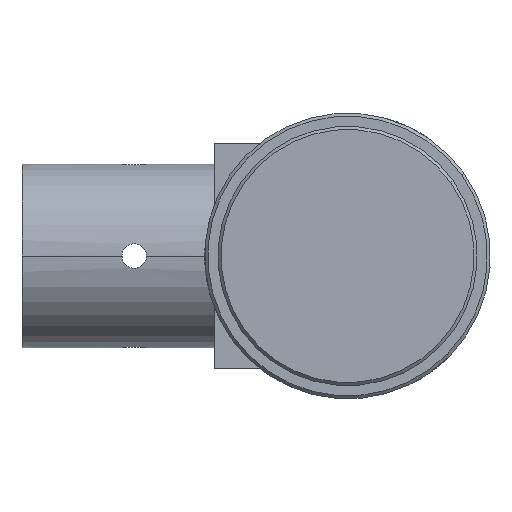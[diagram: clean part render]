
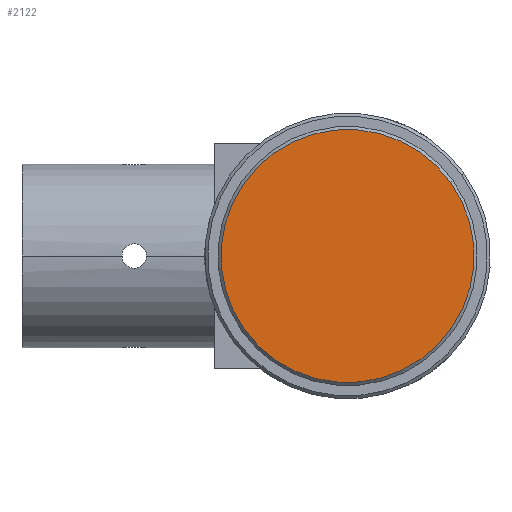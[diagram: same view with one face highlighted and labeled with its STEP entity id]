
A CAD part, left-side view. The second image highlights one B-rep face of the part: STEP entity #2122.
In plain terms, the highlighted planar face has unit normal (-1, 0, 0).
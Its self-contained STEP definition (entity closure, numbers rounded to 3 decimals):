
#76 = DIRECTION ( 'NONE',  ( 0., 0.815, -0.58 ) ) ;
#608 = EDGE_CURVE ( 'NONE', #698, #3233, #1740, .T. ) ;
#632 = DIRECTION ( 'NONE',  ( 0., 0.815, -0.58 ) ) ;
#640 = CARTESIAN_POINT ( 'NONE',  ( -67.99, 0., 0. ) ) ;
#698 = VERTEX_POINT ( 'NONE', #1510 ) ;
#956 = ORIENTED_EDGE ( 'NONE', *, *, #4045, .F. ) ;
#1187 = EDGE_LOOP ( 'NONE', ( #1336, #956 ) ) ;
#1336 = ORIENTED_EDGE ( 'NONE', *, *, #608, .F. ) ;
#1366 = FACE_OUTER_BOUND ( 'NONE', #1187, .T. ) ;
#1510 = CARTESIAN_POINT ( 'NONE',  ( -67.99, 10.102, -7.191 ) ) ;
#1593 = AXIS2_PLACEMENT_3D ( 'NONE', #3772, #2765, #3120 ) ;
#1740 = CIRCLE ( 'NONE', #1593, 12.4 ) ;
#2036 = CARTESIAN_POINT ( 'NONE',  ( -67.99, -17.501, -2.945 ) ) ;
#2122 = ADVANCED_FACE ( 'NONE', ( #1366 ), #3649, .F. ) ;
#2217 = DIRECTION ( 'NONE',  ( 1., 0., 0. ) ) ;
#2629 = AXIS2_PLACEMENT_3D ( 'NONE', #640, #2217, #632 ) ;
#2670 = DIRECTION ( 'NONE',  ( 1., 0., 0. ) ) ;
#2765 = DIRECTION ( 'NONE',  ( 1., 0., 0. ) ) ;
#3120 = DIRECTION ( 'NONE',  ( 0., 0.815, -0.58 ) ) ;
#3233 = VERTEX_POINT ( 'NONE', #3288 ) ;
#3288 = CARTESIAN_POINT ( 'NONE',  ( -67.99, -10.102, 7.191 ) ) ;
#3649 = PLANE ( 'NONE',  #4137 ) ;
#3772 = CARTESIAN_POINT ( 'NONE',  ( -67.99, 0., 0. ) ) ;
#4036 = CIRCLE ( 'NONE', #2629, 12.4 ) ;
#4045 = EDGE_CURVE ( 'NONE', #3233, #698, #4036, .T. ) ;
#4137 = AXIS2_PLACEMENT_3D ( 'NONE', #2036, #2670, #76 ) ;
